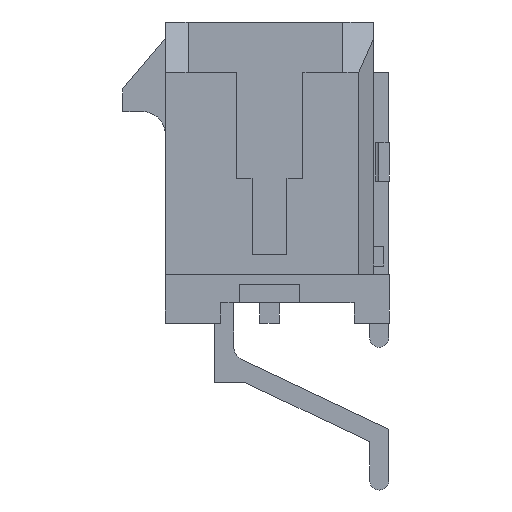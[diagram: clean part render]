
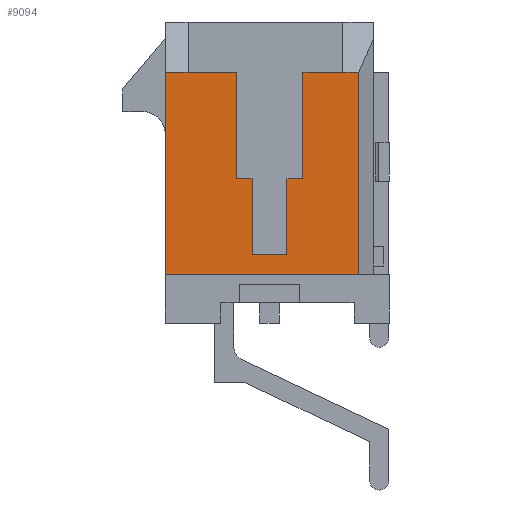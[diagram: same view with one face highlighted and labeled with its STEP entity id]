
A CAD part, left-side view. The second image highlights one B-rep face of the part: STEP entity #9094.
In plain terms, the highlighted planar face has unit normal (-1, 0, 0).
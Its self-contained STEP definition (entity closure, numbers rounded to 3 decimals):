
#1743=DIRECTION('',(0.,0.,-1.));
#1744=VECTOR('',#1743,3.5);
#1745=CARTESIAN_POINT('',(-10.825,-1.1,3.305));
#1746=LINE('',#1745,#1744);
#1747=DIRECTION('',(0.,1.,0.));
#1748=VECTOR('',#1747,1.31);
#1749=CARTESIAN_POINT('',(-10.825,-2.41,3.305));
#1750=LINE('',#1749,#1748);
#1751=DIRECTION('',(0.,-1.,0.));
#1752=VECTOR('',#1751,0.52);
#1753=CARTESIAN_POINT('',(-10.825,-2.41,3.305));
#1754=LINE('',#1753,#1752);
#1755=DIRECTION('',(0.,0.,-1.));
#1756=VECTOR('',#1755,6.66);
#1757=CARTESIAN_POINT('',(-10.825,-2.93,3.305));
#1758=LINE('',#1757,#1756);
#1759=DIRECTION('',(0.,1.,0.));
#1760=VECTOR('',#1759,6.36);
#1761=CARTESIAN_POINT('',(-10.825,-2.93,-3.355));
#1762=LINE('',#1761,#1760);
#1763=DIRECTION('',(0.,0.,1.));
#1764=VECTOR('',#1763,6.66);
#1765=CARTESIAN_POINT('',(-10.825,3.43,-3.355));
#1766=LINE('',#1765,#1764);
#1767=DIRECTION('',(0.,-1.,0.));
#1768=VECTOR('',#1767,0.75);
#1769=CARTESIAN_POINT('',(-10.825,3.43,3.305));
#1770=LINE('',#1769,#1768);
#1771=DIRECTION('',(0.,1.,0.));
#1772=VECTOR('',#1771,1.58);
#1773=CARTESIAN_POINT('',(-10.825,1.1,3.305));
#1774=LINE('',#1773,#1772);
#1775=DIRECTION('',(0.,0.,-1.));
#1776=VECTOR('',#1775,3.5);
#1777=CARTESIAN_POINT('',(-10.825,1.1,3.305));
#1778=LINE('',#1777,#1776);
#1779=DIRECTION('',(0.,1.,0.));
#1780=VECTOR('',#1779,0.525);
#1781=CARTESIAN_POINT('',(-10.825,0.575,-0.195));
#1782=LINE('',#1781,#1780);
#1783=DIRECTION('',(0.,0.,1.));
#1784=VECTOR('',#1783,2.5);
#1785=CARTESIAN_POINT('',(-10.825,0.575,-2.695));
#1786=LINE('',#1785,#1784);
#1787=DIRECTION('',(0.,1.,0.));
#1788=VECTOR('',#1787,1.15);
#1789=CARTESIAN_POINT('',(-10.825,-0.575,-2.695));
#1790=LINE('',#1789,#1788);
#1791=DIRECTION('',(0.,0.,-1.));
#1792=VECTOR('',#1791,2.5);
#1793=CARTESIAN_POINT('',(-10.825,-0.575,-0.195));
#1794=LINE('',#1793,#1792);
#1795=DIRECTION('',(0.,1.,0.));
#1796=VECTOR('',#1795,0.525);
#1797=CARTESIAN_POINT('',(-10.825,-1.1,-0.195));
#1798=LINE('',#1797,#1796);
#5336=CARTESIAN_POINT('',(-10.825,3.43,3.305));
#5338=VERTEX_POINT('',#5336);
#5387=CARTESIAN_POINT('',(-10.825,2.68,3.305));
#5388=VERTEX_POINT('',#5387);
#5389=CARTESIAN_POINT('',(-10.825,-2.41,3.305));
#5390=VERTEX_POINT('',#5389);
#5509=CARTESIAN_POINT('',(-10.825,-1.1,3.305));
#5510=CARTESIAN_POINT('',(-10.825,-1.1,-0.195));
#5511=VERTEX_POINT('',#5509);
#5512=VERTEX_POINT('',#5510);
#5513=CARTESIAN_POINT('',(-10.825,-0.575,-0.195));
#5514=VERTEX_POINT('',#5513);
#5515=CARTESIAN_POINT('',(-10.825,-0.575,-2.695));
#5516=VERTEX_POINT('',#5515);
#5517=CARTESIAN_POINT('',(-10.825,0.575,-2.695));
#5518=VERTEX_POINT('',#5517);
#5519=CARTESIAN_POINT('',(-10.825,0.575,-0.195));
#5520=VERTEX_POINT('',#5519);
#5521=CARTESIAN_POINT('',(-10.825,1.1,-0.195));
#5522=VERTEX_POINT('',#5521);
#5523=CARTESIAN_POINT('',(-10.825,1.1,3.305));
#5524=VERTEX_POINT('',#5523);
#6473=CARTESIAN_POINT('',(-10.825,3.43,-3.355));
#6474=VERTEX_POINT('',#6473);
#6479=CARTESIAN_POINT('',(-10.825,-2.93,3.305));
#6480=VERTEX_POINT('',#6479);
#6481=CARTESIAN_POINT('',(-10.825,-2.93,-3.355));
#6482=VERTEX_POINT('',#6481);
#9062=CARTESIAN_POINT('',(-10.825,0.,0.));
#9063=DIRECTION('',(1.,0.,0.));
#9064=DIRECTION('',(0.,0.,-1.));
#9065=AXIS2_PLACEMENT_3D('',#9062,#9063,#9064);
#9066=PLANE('',#9065);
#9068=ORIENTED_EDGE('',*,*,#9067,.F.);
#9070=ORIENTED_EDGE('',*,*,#9069,.F.);
#9072=ORIENTED_EDGE('',*,*,#9071,.T.);
#9073=ORIENTED_EDGE('',*,*,#9054,.T.);
#9074=ORIENTED_EDGE('',*,*,#8207,.T.);
#9075=ORIENTED_EDGE('',*,*,#8036,.T.);
#9077=ORIENTED_EDGE('',*,*,#9076,.T.);
#9079=ORIENTED_EDGE('',*,*,#9078,.F.);
#9081=ORIENTED_EDGE('',*,*,#9080,.T.);
#9083=ORIENTED_EDGE('',*,*,#9082,.F.);
#9085=ORIENTED_EDGE('',*,*,#9084,.F.);
#9087=ORIENTED_EDGE('',*,*,#9086,.F.);
#9089=ORIENTED_EDGE('',*,*,#9088,.F.);
#9091=ORIENTED_EDGE('',*,*,#9090,.F.);
#9092=EDGE_LOOP('',(#9068,#9070,#9072,#9073,#9074,#9075,#9077,#9079,#9081,#9083,
#9085,#9087,#9089,#9091));
#9093=FACE_OUTER_BOUND('',#9092,.F.);
#9094=ADVANCED_FACE('',(#9093),#9066,.F.);
#8036=EDGE_CURVE('',#6474,#5338,#1766,.T.);
#8207=EDGE_CURVE('',#6482,#6474,#1762,.T.);
#9054=EDGE_CURVE('',#6480,#6482,#1758,.T.);
#9067=EDGE_CURVE('',#5511,#5512,#1746,.T.);
#9069=EDGE_CURVE('',#5390,#5511,#1750,.T.);
#9071=EDGE_CURVE('',#5390,#6480,#1754,.T.);
#9076=EDGE_CURVE('',#5338,#5388,#1770,.T.);
#9078=EDGE_CURVE('',#5524,#5388,#1774,.T.);
#9080=EDGE_CURVE('',#5524,#5522,#1778,.T.);
#9082=EDGE_CURVE('',#5520,#5522,#1782,.T.);
#9084=EDGE_CURVE('',#5518,#5520,#1786,.T.);
#9086=EDGE_CURVE('',#5516,#5518,#1790,.T.);
#9088=EDGE_CURVE('',#5514,#5516,#1794,.T.);
#9090=EDGE_CURVE('',#5512,#5514,#1798,.T.);
